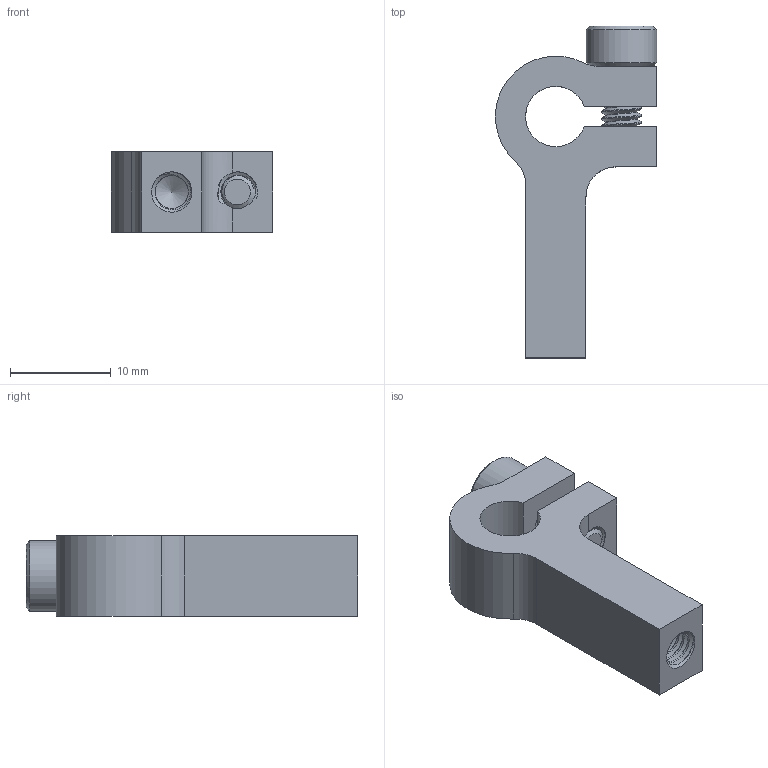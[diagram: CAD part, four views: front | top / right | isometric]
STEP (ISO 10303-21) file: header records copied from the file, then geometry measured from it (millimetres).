
FILE_DESCRIPTION( ( '' ), ' ' );
FILE_NAME( '5b2d184f4af4810eb53cd60c.step', '2018-06-22T15:39:59', ( '' ), ( '' ), ' ', ' ', ' ' );
FILE_SCHEMA( ( 'AUTOMOTIVE_DESIGN { 1 0 10303 214 1 1 1 1 }' ) );
Length unit declared in the file: metre
Products named in the file (3): Assem1; 1403-0024-0006 without hardware; 2800-0004-0010
Assembly tree (2 placements, depth 2):
  Assem1
    1403-0024-0006 without hardware
    2800-0004-0010
Bounding box: 16.03 x 33 x 8 mm (x, y, z)
Volume: 1902.3 mm3; surface area: 1961.5 mm2
Topology: 2 solids, 2 shells, 63 faces, 158 edges, 100 vertices
Faces by surface type: cylinder 23, plane 22, cone 11, bspline 7
Full cylindrical faces by diameter (mm): 3.3 x8, 4 x1, 7 x1
Entity records: 5262 total; most frequent: CARTESIAN_POINT 3611, ORIENTED_EDGE 246, DIRECTION 224, EDGE_CURVE 123, AXIS2_PLACEMENT_3D 89, VERTEX_POINT 81, EDGE_LOOP 67, FACE_OUTER_BOUND 58
